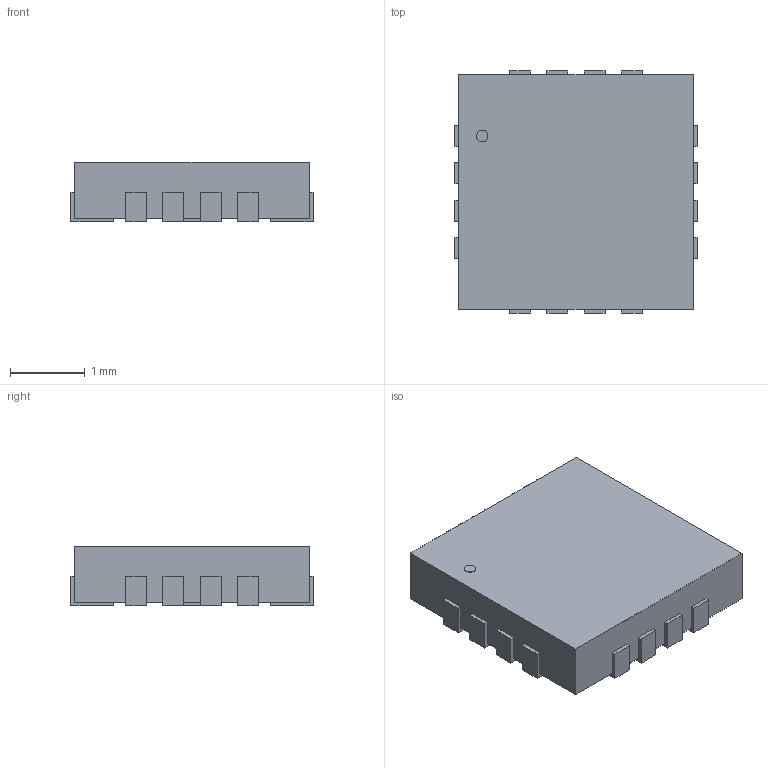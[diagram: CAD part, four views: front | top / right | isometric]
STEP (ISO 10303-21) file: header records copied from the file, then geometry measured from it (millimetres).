
FILE_DESCRIPTION(('STEP AP214'),'1');
FILE_NAME('RTE16_0P8X0P8','2019-11-12T10:22:45',(''),(''),'','','');
FILE_SCHEMA(('AUTOMOTIVE_DESIGN'));
Length unit declared in the file: millimetre
Products named in the file (1): product
Bounding box: 3.25 x 3.25 x 0.8 mm (x, y, z)
Volume: 0 mm3; surface area: 41 mm2
Topology: 1 solids, 141 shells, 143 faces, 627 edges, 626 vertices
Faces by surface type: plane 142, cylinder 1
Full cylindrical faces by diameter (mm): 0.157 x1
Entity records: 6988 total; most frequent: CARTESIAN_POINT 1397, VERTEX_POINT 1250, DIRECTION 918, ORIENTED_EDGE 628, EDGE_CURVE 626, LINE 624, VECTOR 624, AXIS2_PLACEMENT_3D 147
